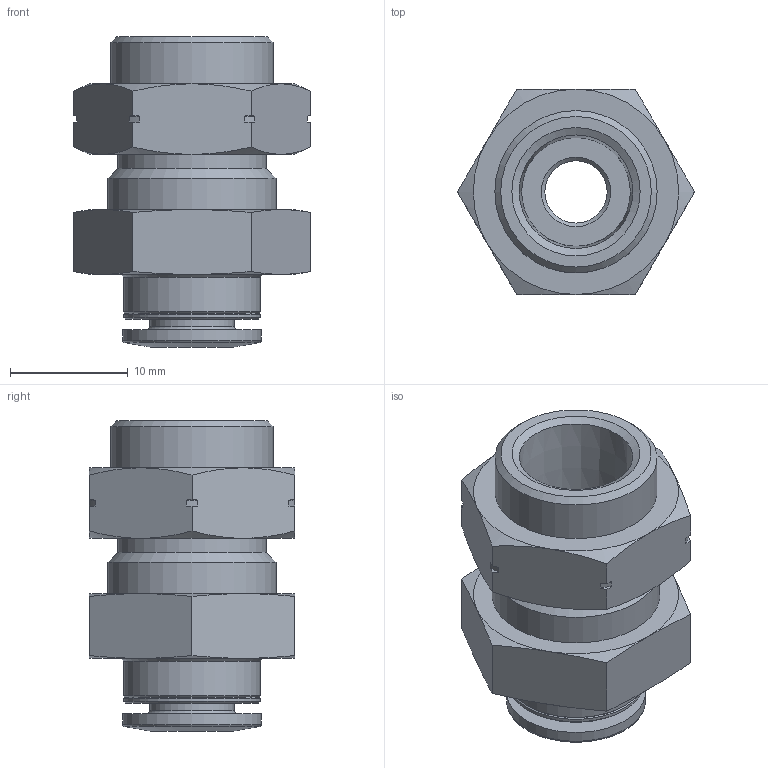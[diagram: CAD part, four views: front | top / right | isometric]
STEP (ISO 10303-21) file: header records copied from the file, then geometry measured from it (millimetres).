
FILE_DESCRIPTION(/* description */ ('STEP AP214'),/* implementation_level */ '2;1');
FILE_NAME(/* name */ '153770_QSSF-1_8-1_4-U',/* time_stamp */ '2024-09-14T16:18:08+02:00',/* author */ ('License CC BY-ND 4.0'),/* organization */ ('CADENAS'),/* preprocessor_version */ 'ST-DEVELOPER v19.3',/* originating_system */ 'PARTsolutions',/* authorisation */ ' ');
FILE_SCHEMA (('AUTOMOTIVE_DESIGN {1 0 10303 214 3 1 1}'));
Length unit declared in the file: millimetre
Products named in the file (3): 153770 QSSF-1/8-1/4-U; 153770 QSSF-1/8-1/4-U---(part); Flachmutter 9/16-18UNF-5.5-17.46
Assembly tree (2 placements, depth 2):
  153770 QSSF-1/8-1/4-U
    153770 QSSF-1/8-1/4-U---(part)
    Flachmutter 9/16-18UNF-5.5-17.46
Bounding box: 20.16 x 17.46 x 26.4 mm (x, y, z)
Volume: 3935.9 mm3; surface area: 3140.1 mm2
Topology: 2 solids, 2 shells, 90 faces, 198 edges, 118 vertices
Faces by surface type: cone 49, plane 22, cylinder 16, torus 3
Full cylindrical faces by diameter (mm): 5.3 x1, 6.35 x1, 7.15 x1, 11.609 x2, 11.8 x1, 12.609 x1, 12.913 x1, 13.8 x1, 14.287 x1
Entity records: 2924 total; most frequent: CARTESIAN_POINT 599, DIRECTION 356, ORIENTED_EDGE 344, EDGE_CURVE 172, AXIS2_PLACEMENT_3D 163, EDGE_LOOP 126, FACE_BOUND 126, VERTEX_POINT 118
